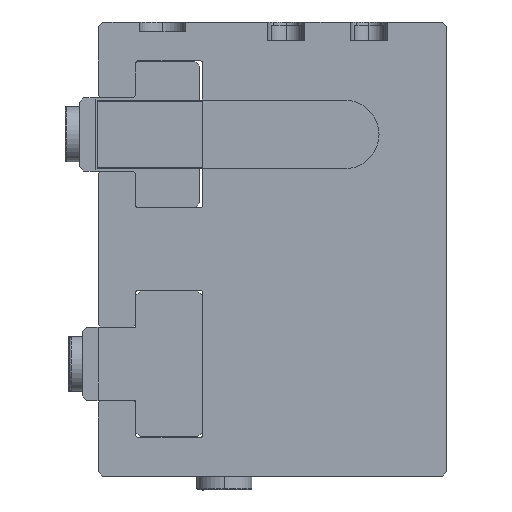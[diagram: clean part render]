
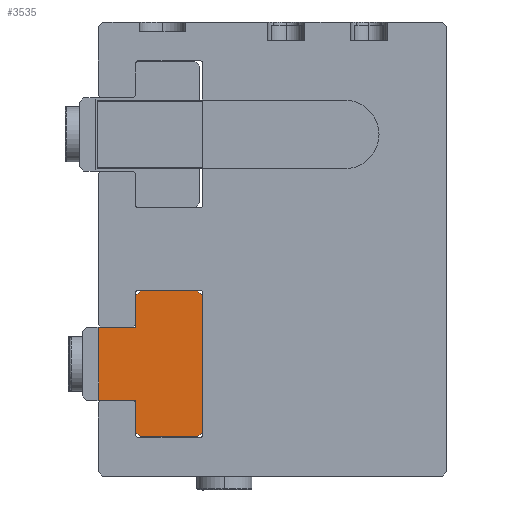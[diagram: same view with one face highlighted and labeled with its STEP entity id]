
A CAD part, left-side view. The second image highlights one B-rep face of the part: STEP entity #3535.
In plain terms, the highlighted face is planar.
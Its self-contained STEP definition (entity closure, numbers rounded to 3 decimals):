
#49 = DIRECTION ( 'NONE',  ( 0., 0., 1. ) ) ;
#277 = VECTOR ( 'NONE', #2658, 1000. ) ;
#279 = EDGE_CURVE ( 'NONE', #3869, #10690, #8941, .T. ) ;
#428 = ORIENTED_EDGE ( 'NONE', *, *, #1808, .F. ) ;
#564 = VECTOR ( 'NONE', #6365, 1000. ) ;
#917 = VERTEX_POINT ( 'NONE', #7145 ) ;
#931 = CARTESIAN_POINT ( 'NONE',  ( 112., -7.7, 0. ) ) ;
#949 = CARTESIAN_POINT ( 'NONE',  ( 112., 0.25, 7.85 ) ) ;
#1469 = CARTESIAN_POINT ( 'NONE',  ( 112., 0.1, -8. ) ) ;
#1592 = CARTESIAN_POINT ( 'NONE',  ( 112., -8.7, -15.9 ) ) ;
#1648 = DIRECTION ( 'NONE',  ( 0., 0.707, -0.707 ) ) ;
#1659 = CARTESIAN_POINT ( 'NONE',  ( 112., -7.7, 0. ) ) ;
#1808 = EDGE_CURVE ( 'NONE', #9954, #7435, #6803, .T. ) ;
#1829 = CARTESIAN_POINT ( 'NONE',  ( 112., -7.7, 8. ) ) ;
#1878 = VECTOR ( 'NONE', #10372, 1000. ) ;
#1901 = CARTESIAN_POINT ( 'NONE',  ( 112., -7.7, -8. ) ) ;
#2532 = ORIENTED_EDGE ( 'NONE', *, *, #4278, .F. ) ;
#2544 = VERTEX_POINT ( 'NONE', #2545 ) ;
#2545 = CARTESIAN_POINT ( 'NONE',  ( 112., -21.2, 15.9 ) ) ;
#2581 = LINE ( 'NONE', #8653, #10247 ) ;
#2605 = ORIENTED_EDGE ( 'NONE', *, *, #10031, .T. ) ;
#2658 = DIRECTION ( 'NONE',  ( 0., 1., 0. ) ) ;
#2672 = DIRECTION ( 'NONE',  ( 0., -1., 0. ) ) ;
#2714 = LINE ( 'NONE', #6266, #8229 ) ;
#2728 = DIRECTION ( 'NONE',  ( 0., 0.707, -0.707 ) ) ;
#2863 = EDGE_CURVE ( 'NONE', #8045, #3861, #6094, .T. ) ;
#2989 = VECTOR ( 'NONE', #11329, 1000. ) ;
#3071 = AXIS2_PLACEMENT_3D ( 'NONE', #8903, #5254, #10608 ) ;
#3174 = ORIENTED_EDGE ( 'NONE', *, *, #2863, .T. ) ;
#3179 = VECTOR ( 'NONE', #8063, 1000. ) ;
#3503 = CARTESIAN_POINT ( 'NONE',  ( 112., 0.4, -7.7 ) ) ;
#3510 = EDGE_CURVE ( 'NONE', #8165, #7358, #7197, .T. ) ;
#3535 = ADVANCED_FACE ( 'NONE', ( #4352 ), #10555, .T. ) ;
#3850 = EDGE_CURVE ( 'NONE', #8002, #5522, #9871, .T. ) ;
#3861 = VERTEX_POINT ( 'NONE', #1901 ) ;
#3869 = VERTEX_POINT ( 'NONE', #1829 ) ;
#3957 = CARTESIAN_POINT ( 'NONE',  ( 112., 0.25, -7.85 ) ) ;
#4278 = EDGE_CURVE ( 'NONE', #917, #5763, #8742, .T. ) ;
#4352 = FACE_OUTER_BOUND ( 'NONE', #9676, .T. ) ;
#4503 = LINE ( 'NONE', #8924, #564 ) ;
#4525 = LINE ( 'NONE', #8066, #8727 ) ;
#4526 = ORIENTED_EDGE ( 'NONE', *, *, #3510, .F. ) ;
#4550 = EDGE_CURVE ( 'NONE', #8045, #5522, #5827, .T. ) ;
#5097 = LINE ( 'NONE', #7758, #2989 ) ;
#5163 = ORIENTED_EDGE ( 'NONE', *, *, #4550, .F. ) ;
#5189 = CARTESIAN_POINT ( 'NONE',  ( 112., -22.2, -15.9 ) ) ;
#5239 = VERTEX_POINT ( 'NONE', #11192 ) ;
#5254 = DIRECTION ( 'NONE',  ( 1., 0., 0. ) ) ;
#5337 = CARTESIAN_POINT ( 'NONE',  ( 112., -10.694, -15.9 ) ) ;
#5475 = EDGE_CURVE ( 'NONE', #9954, #7358, #4525, .T. ) ;
#5509 = ORIENTED_EDGE ( 'NONE', *, *, #279, .T. ) ;
#5522 = VERTEX_POINT ( 'NONE', #1592 ) ;
#5717 = CARTESIAN_POINT ( 'NONE',  ( 112., -7.7, 14.9 ) ) ;
#5723 = CARTESIAN_POINT ( 'NONE',  ( 112., 0.1, 8. ) ) ;
#5763 = VERTEX_POINT ( 'NONE', #9158 ) ;
#5778 = VECTOR ( 'NONE', #2672, 1000. ) ;
#5827 = LINE ( 'NONE', #10497, #6298 ) ;
#6016 = DIRECTION ( 'NONE',  ( 0., 0., 1. ) ) ;
#6056 = DIRECTION ( 'NONE',  ( 0., -0.707, -0.707 ) ) ;
#6094 = LINE ( 'NONE', #1659, #10986 ) ;
#6266 = CARTESIAN_POINT ( 'NONE',  ( 112., -10.694, -8. ) ) ;
#6298 = VECTOR ( 'NONE', #6056, 1000. ) ;
#6365 = DIRECTION ( 'NONE',  ( 0., -1., 0. ) ) ;
#6782 = DIRECTION ( 'NONE',  ( 0., 0.707, 0.707 ) ) ;
#6784 = VECTOR ( 'NONE', #2728, 1000. ) ;
#6803 = LINE ( 'NONE', #3957, #1878 ) ;
#6892 = DIRECTION ( 'NONE',  ( 0., 0., 1. ) ) ;
#7145 = CARTESIAN_POINT ( 'NONE',  ( 112., -22.2, -14.9 ) ) ;
#7154 = CARTESIAN_POINT ( 'NONE',  ( 112., -7.7, -14.9 ) ) ;
#7195 = EDGE_CURVE ( 'NONE', #5763, #2544, #7546, .T. ) ;
#7197 = LINE ( 'NONE', #949, #6784 ) ;
#7358 = VERTEX_POINT ( 'NONE', #9108 ) ;
#7435 = VERTEX_POINT ( 'NONE', #1469 ) ;
#7546 = LINE ( 'NONE', #10169, #7665 ) ;
#7665 = VECTOR ( 'NONE', #6782, 1000. ) ;
#7758 = CARTESIAN_POINT ( 'NONE',  ( 112., -8.2, 15.4 ) ) ;
#7892 = CARTESIAN_POINT ( 'NONE',  ( 112., -10.694, 15.9 ) ) ;
#8002 = VERTEX_POINT ( 'NONE', #8543 ) ;
#8045 = VERTEX_POINT ( 'NONE', #7154 ) ;
#8063 = DIRECTION ( 'NONE',  ( 0., 0., 1. ) ) ;
#8066 = CARTESIAN_POINT ( 'NONE',  ( 112., 0.4, 0. ) ) ;
#8123 = ORIENTED_EDGE ( 'NONE', *, *, #7195, .F. ) ;
#8165 = VERTEX_POINT ( 'NONE', #5723 ) ;
#8229 = VECTOR ( 'NONE', #10769, 1000. ) ;
#8262 = ORIENTED_EDGE ( 'NONE', *, *, #5475, .T. ) ;
#8296 = ORIENTED_EDGE ( 'NONE', *, *, #9033, .F. ) ;
#8543 = CARTESIAN_POINT ( 'NONE',  ( 112., -21.2, -15.9 ) ) ;
#8635 = EDGE_CURVE ( 'NONE', #5239, #2544, #8834, .T. ) ;
#8653 = CARTESIAN_POINT ( 'NONE',  ( 112., -22.2, -14.9 ) ) ;
#8676 = ORIENTED_EDGE ( 'NONE', *, *, #3850, .T. ) ;
#8727 = VECTOR ( 'NONE', #49, 1000. ) ;
#8742 = LINE ( 'NONE', #5189, #10582 ) ;
#8834 = LINE ( 'NONE', #7892, #5778 ) ;
#8903 = CARTESIAN_POINT ( 'NONE',  ( 112., -10.694, 0. ) ) ;
#8924 = CARTESIAN_POINT ( 'NONE',  ( 112., -10.694, 8. ) ) ;
#8941 = LINE ( 'NONE', #931, #3179 ) ;
#9033 = EDGE_CURVE ( 'NONE', #5239, #10690, #5097, .T. ) ;
#9108 = CARTESIAN_POINT ( 'NONE',  ( 112., 0.4, 7.7 ) ) ;
#9158 = CARTESIAN_POINT ( 'NONE',  ( 112., -22.2, 14.9 ) ) ;
#9356 = ORIENTED_EDGE ( 'NONE', *, *, #8635, .T. ) ;
#9676 = EDGE_LOOP ( 'NONE', ( #3174, #9936, #428, #8262, #4526, #2605, #5509, #8296, #9356, #8123, #2532, #11516, #8676, #5163 ) ) ;
#9839 = EDGE_CURVE ( 'NONE', #917, #8002, #2581, .T. ) ;
#9871 = LINE ( 'NONE', #5337, #277 ) ;
#9936 = ORIENTED_EDGE ( 'NONE', *, *, #10341, .T. ) ;
#9954 = VERTEX_POINT ( 'NONE', #3503 ) ;
#10031 = EDGE_CURVE ( 'NONE', #8165, #3869, #4503, .T. ) ;
#10169 = CARTESIAN_POINT ( 'NONE',  ( 112., -21.7, 15.4 ) ) ;
#10247 = VECTOR ( 'NONE', #1648, 1000. ) ;
#10341 = EDGE_CURVE ( 'NONE', #3861, #7435, #2714, .T. ) ;
#10372 = DIRECTION ( 'NONE',  ( 0., -0.707, -0.707 ) ) ;
#10497 = CARTESIAN_POINT ( 'NONE',  ( 112., -8.2, -15.4 ) ) ;
#10555 = PLANE ( 'NONE',  #3071 ) ;
#10582 = VECTOR ( 'NONE', #6016, 1000. ) ;
#10608 = DIRECTION ( 'NONE',  ( 0., 0., -1. ) ) ;
#10690 = VERTEX_POINT ( 'NONE', #5717 ) ;
#10769 = DIRECTION ( 'NONE',  ( 0., 1., 0. ) ) ;
#10986 = VECTOR ( 'NONE', #6892, 1000. ) ;
#11192 = CARTESIAN_POINT ( 'NONE',  ( 112., -8.7, 15.9 ) ) ;
#11329 = DIRECTION ( 'NONE',  ( 0., 0.707, -0.707 ) ) ;
#11516 = ORIENTED_EDGE ( 'NONE', *, *, #9839, .T. ) ;
